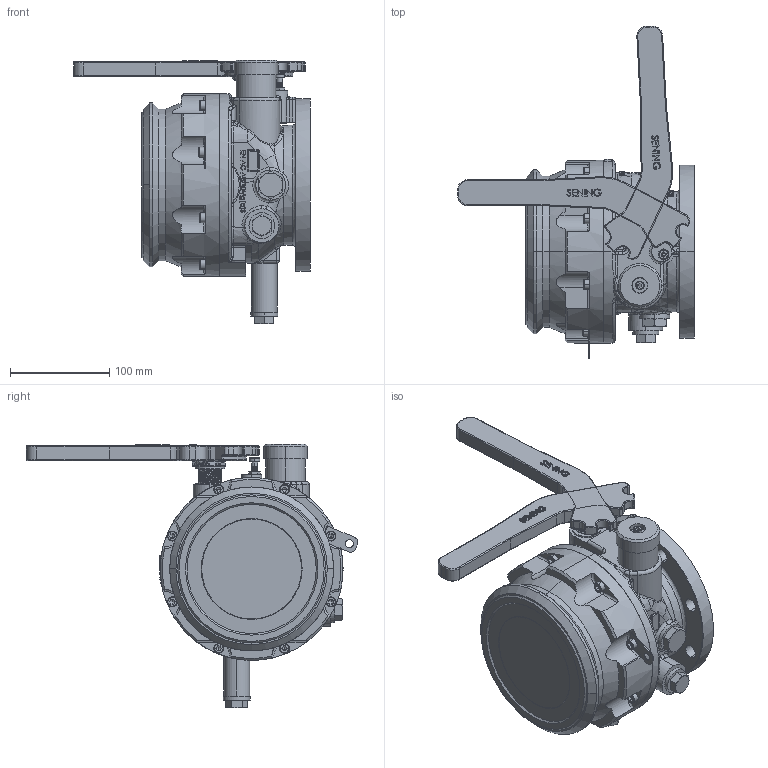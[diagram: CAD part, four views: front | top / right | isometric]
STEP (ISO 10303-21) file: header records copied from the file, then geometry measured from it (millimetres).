
FILE_DESCRIPTION (( 'STEP AP214' ), '1' );
FILE_NAME ('VKV1MB.STEP', '2012-07-27T07:08:53', ( 'Admin2' ), ( '' ), 'SwSTEP 2.0', 'SolidWorks 2010', '' );
FILE_SCHEMA (( 'AUTOMOTIVE_DESIGN' ));
Length unit declared in the file: millimetre
Products named in the file (1): VKV1MB
Bounding box: 238.62 x 334.16 x 265.8 mm (x, y, z)
Surface area: 322175.1 mm2 (no closed solid volume)
Topology: 0 solids, 63 shells, 1570 faces, 4766 edges, 3106 vertices
Faces by surface type: bspline 498, plane 489, cylinder 480, cone 103
Entity records: 119061 total; most frequent: CARTESIAN_POINT 64758, ORIENTED_EDGE 8071, DIRECTION 6220, EDGE_CURVE 4705, VERTEX_POINT 3109, AXIS2_PLACEMENT_3D 2255, EDGE_LOOP 1759, VECTOR 1710
